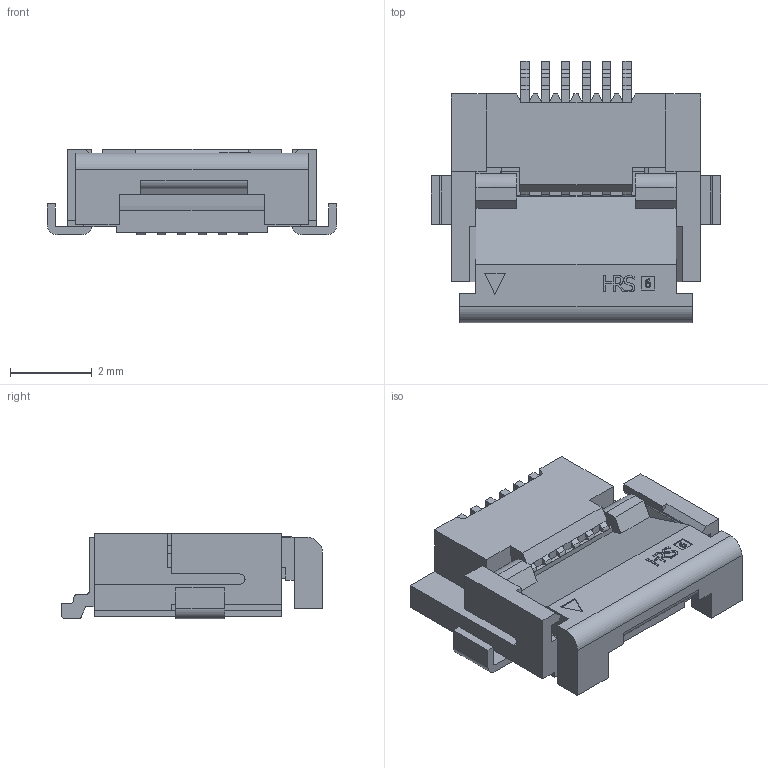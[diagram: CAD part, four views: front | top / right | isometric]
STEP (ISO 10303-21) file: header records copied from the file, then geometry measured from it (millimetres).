
FILE_DESCRIPTION(/* description */ (''),/* implementation_level */ '2;1');
FILE_NAME(/* name */ 'final.stp',/* time_stamp */ '2019-06-03T15:42:04+02:00',/* author */ ('k'),/* organization */ (''),/* preprocessor_version */ 'ST-DEVELOPER v15.6',/* originating_system */ 'Autodesk Inventor 2015',/* authorisation */ '');
FILE_SCHEMA (('AUTOMOTIVE_DESIGN { 1 0 10303 214 3 1 1 }'));
Length unit declared in the file: millimetre
Products named in the file (6): 1; 3; 1a; FH12-6S-0.5SH_Èª; 2
Bounding box: 7.1 x 6.4 x 2.1 mm (x, y, z)
Volume: 48.8 mm3; surface area: 218.3 mm2
Topology: 16 solids, 16 shells, 498 faces, 1345 edges, 894 vertices
Faces by surface type: plane 403, cylinder 55, bspline 40
Entity records: 15952 total; most frequent: CARTESIAN_POINT 3300, ORIENTED_EDGE 2690, DIRECTION 2302, EDGE_CURVE 1345, LINE 1138, VECTOR 1138, VERTEX_POINT 894, AXIS2_PLACEMENT_3D 582
